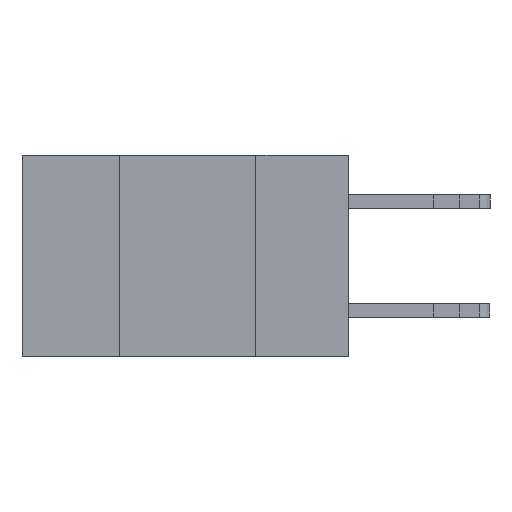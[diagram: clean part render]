
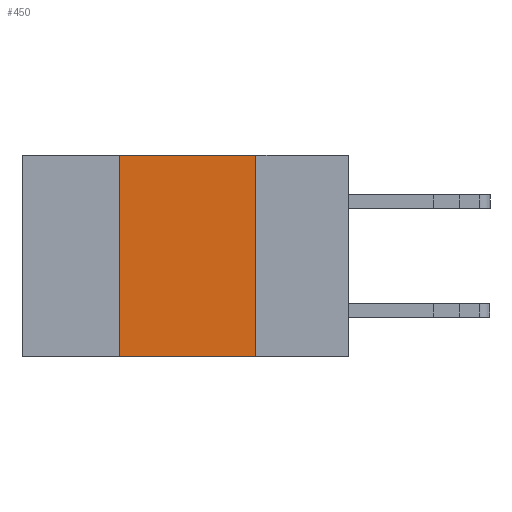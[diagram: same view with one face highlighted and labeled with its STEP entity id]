
A CAD part, left-side view. The second image highlights one B-rep face of the part: STEP entity #450.
In plain terms, the highlighted planar face has unit normal (-1, 0, 0).
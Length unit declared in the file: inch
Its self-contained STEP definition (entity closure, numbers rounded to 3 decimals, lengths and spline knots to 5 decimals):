
#70 = DIRECTION ( 'NONE',  ( 1., 0., 0. ) ) ;
#249 = AXIS2_PLACEMENT_3D ( 'NONE', #20815, #70, #24656 ) ;
#450 = ADVANCED_FACE ( 'NONE', ( #23794 ), #24274, .F. ) ;
#791 = DIRECTION ( 'NONE',  ( 0., 0., -1. ) ) ;
#2550 = VECTOR ( 'NONE', #7177, 39.37008 ) ;
#3234 = EDGE_CURVE ( 'NONE', #22319, #5207, #14295, .T. ) ;
#3477 = CARTESIAN_POINT ( 'NONE',  ( 0., 0.17, 0. ) ) ;
#4499 = EDGE_CURVE ( 'NONE', #22319, #27834, #18376, .T. ) ;
#5084 = LINE ( 'NONE', #24754, #21308 ) ;
#5207 = VERTEX_POINT ( 'NONE', #19908 ) ;
#5724 = ORIENTED_EDGE ( 'NONE', *, *, #4499, .F. ) ;
#6696 = VECTOR ( 'NONE', #15488, 39.37008 ) ;
#7177 = DIRECTION ( 'NONE',  ( 0., -1., 0. ) ) ;
#9596 = CARTESIAN_POINT ( 'NONE',  ( 0., 0.17, 0. ) ) ;
#11294 = EDGE_CURVE ( 'NONE', #17474, #5207, #14665, .T. ) ;
#11855 = CARTESIAN_POINT ( 'NONE',  ( 0., 0.42, 0. ) ) ;
#14295 = LINE ( 'NONE', #20850, #2550 ) ;
#14665 = LINE ( 'NONE', #9596, #21235 ) ;
#15488 = DIRECTION ( 'NONE',  ( 0., 0., 1. ) ) ;
#17474 = VERTEX_POINT ( 'NONE', #3477 ) ;
#17685 = ORIENTED_EDGE ( 'NONE', *, *, #3234, .T. ) ;
#17742 = EDGE_LOOP ( 'NONE', ( #24421, #23032, #5724, #17685 ) ) ;
#18376 = LINE ( 'NONE', #26634, #6696 ) ;
#18567 = CARTESIAN_POINT ( 'NONE',  ( 0., 0.42, -0.37 ) ) ;
#19908 = CARTESIAN_POINT ( 'NONE',  ( 0., 0.17, -0.37 ) ) ;
#20815 = CARTESIAN_POINT ( 'NONE',  ( 0., 0.6, 0. ) ) ;
#20850 = CARTESIAN_POINT ( 'NONE',  ( 0., 0.6, -0.37 ) ) ;
#21235 = VECTOR ( 'NONE', #791, 39.37008 ) ;
#21308 = VECTOR ( 'NONE', #27013, 39.37008 ) ;
#22319 = VERTEX_POINT ( 'NONE', #18567 ) ;
#23032 = ORIENTED_EDGE ( 'NONE', *, *, #24278, .F. ) ;
#23794 = FACE_OUTER_BOUND ( 'NONE', #17742, .T. ) ;
#24274 = PLANE ( 'NONE',  #249 ) ;
#24278 = EDGE_CURVE ( 'NONE', #27834, #17474, #5084, .T. ) ;
#24421 = ORIENTED_EDGE ( 'NONE', *, *, #11294, .F. ) ;
#24656 = DIRECTION ( 'NONE',  ( 0., 0., -1. ) ) ;
#24754 = CARTESIAN_POINT ( 'NONE',  ( 0., 0.6, 0. ) ) ;
#26634 = CARTESIAN_POINT ( 'NONE',  ( 0., 0.42, 0. ) ) ;
#27013 = DIRECTION ( 'NONE',  ( 0., -1., 0. ) ) ;
#27834 = VERTEX_POINT ( 'NONE', #11855 ) ;
